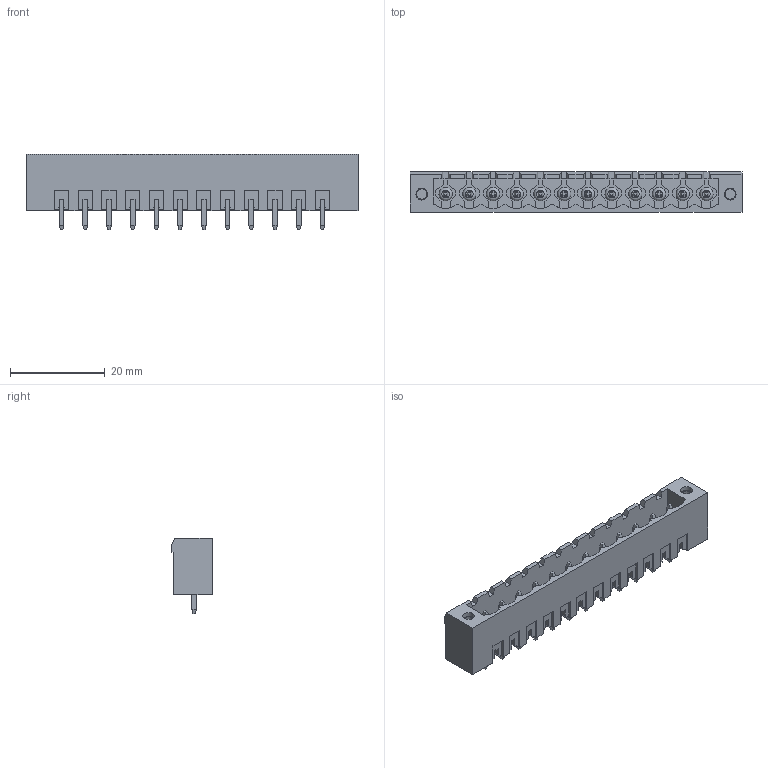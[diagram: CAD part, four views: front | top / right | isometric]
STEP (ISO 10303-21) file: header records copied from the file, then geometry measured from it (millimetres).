
FILE_DESCRIPTION( ( 'Unknown' ), '1' );
FILE_NAME( '691318700012.stp', 'Unknown', ( 'Unknown' ), ( 'Unknown' ), 'PSStep 18.0.17', 'Unknown', ' ' );
FILE_SCHEMA( ( 'AUTOMOTIVE_DESIGN { 1 0 10303 214 1 1 1 1 }' ) );
Length unit declared in the file: millimetre
Products named in the file (4): Assem1; 6913187000xx_PIN; 6913187000xx_INSERT; 691318700012
Assembly tree (15 placements, depth 2):
  Assem1
    6913187000xx_PIN  x12
    6913187000xx_INSERT  x2
    691318700012
Bounding box: 70 x 8.5 x 16 mm (x, y, z)
Volume: 2819.3 mm3; surface area: 7014.2 mm2
Topology: 15 solids, 15 shells, 656 faces, 1731 edges, 1113 vertices
Faces by surface type: plane 608, cylinder 32, torus 16
Full cylindrical faces by diameter (mm): 2.2 x2, 2.5 x2, 2.8 x12
Entity records: 19786 total; most frequent: CARTESIAN_POINT 3022, ORIENTED_EDGE 2712, DIRECTION 2456, EDGE_CURVE 1356, LINE 1244, VECTOR 1244, VERTEX_POINT 908, AXIS2_PLACEMENT_3D 606
